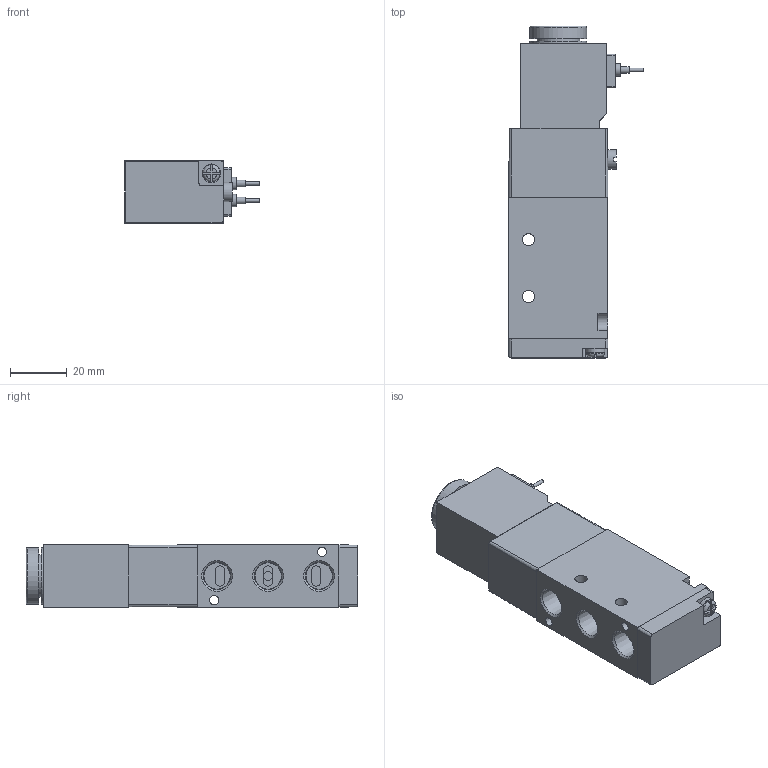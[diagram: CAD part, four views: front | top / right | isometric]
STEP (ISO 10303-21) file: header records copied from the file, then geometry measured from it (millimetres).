
FILE_DESCRIPTION(/* description */ ('STEP AP214'),/* implementation_level */ '2;1');
FILE_NAME(/* name */ 'M4V210-06-12VDCFL',/* time_stamp */ '2023-03-13T23:47:35+01:00',/* author */ ('License CC BY-ND 4.0'),/* organization */ ('CADENAS'),/* preprocessor_version */ 'ST-DEVELOPER v19.3',/* originating_system */ 'PARTsolutions',/* authorisation */ ' ');
FILE_SCHEMA (('AUTOMOTIVE_DESIGN {1 0 10303 214 3 1 1}'));
Length unit declared in the file: millimetre
Products named in the file (5): M4V210-06-12VDCFL; M4V-FL-2; M4V210-06-12VDC_p3; M4V210-06-12VDC_p2; M4V210-06-12VDC_p1
Assembly tree (4 placements, depth 2):
  M4V210-06-12VDCFL
    M4V-FL-2
    M4V210-06-12VDC_p3
    M4V210-06-12VDC_p2
    M4V210-06-12VDC_p1
Bounding box: 47.5 x 117.1 x 22 mm (x, y, z)
Volume: 79762.7 mm3; surface area: 21897.2 mm2
Topology: 4 solids, 4 shells, 146 faces, 336 edges, 221 vertices
Faces by surface type: plane 92, cylinder 34, cone 18, torus 2
Full cylindrical faces by diameter (mm): 1.3 x2, 2.4 x2, 3.086 x1, 3.2 x2, 4.3 x2, 4.5 x2, 6.16 x1, 6.6 x1, 6.8 x1, 15 x1, 20 x2
Entity records: 4451 total; most frequent: DIRECTION 710, CARTESIAN_POINT 703, ORIENTED_EDGE 606, EDGE_CURVE 303, AXIS2_PLACEMENT_3D 264, VERTEX_POINT 217, EDGE_LOOP 206, FACE_BOUND 206
